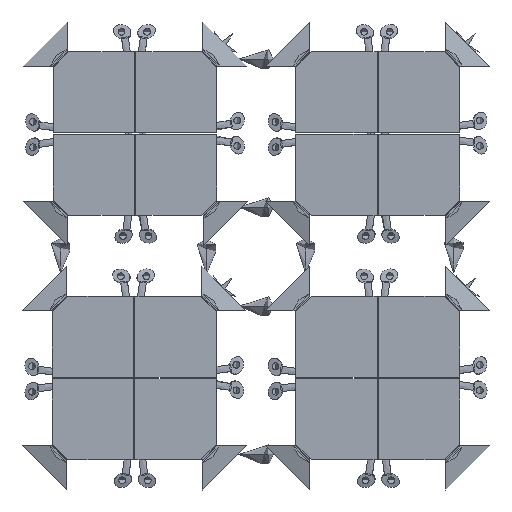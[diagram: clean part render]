
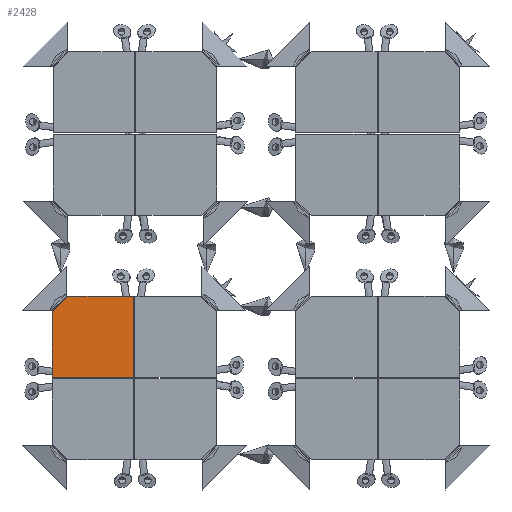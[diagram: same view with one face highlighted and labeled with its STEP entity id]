
A CAD part, top view. The second image highlights one B-rep face of the part: STEP entity #2428.
In plain terms, the highlighted planar face has unit normal (0, 0, 1).
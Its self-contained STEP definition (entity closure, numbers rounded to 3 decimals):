
#616=PLANE('',#16918);
#2428=ADVANCED_FACE('',(#3516),#616,.T.);
#3516=FACE_OUTER_BOUND('',#4620,.T.);
#4620=EDGE_LOOP('',(#6788,#6789,#6790,#6791,#6792));
#6788=ORIENTED_EDGE('',*,*,#10760,.F.);
#6789=ORIENTED_EDGE('',*,*,#10764,.F.);
#6790=ORIENTED_EDGE('',*,*,#10768,.F.);
#6791=ORIENTED_EDGE('',*,*,#10765,.F.);
#6792=ORIENTED_EDGE('',*,*,#10756,.F.);
#10756=EDGE_CURVE('',#15321,#15319,#12894,.T.);
#10760=EDGE_CURVE('',#15324,#15321,#12898,.T.);
#10764=EDGE_CURVE('',#15328,#15324,#14383,.T.);
#10765=EDGE_CURVE('',#15319,#15327,#14384,.T.);
#10768=EDGE_CURVE('',#15327,#15328,#14387,.T.);
#12894=B_SPLINE_CURVE_WITH_KNOTS('',1,(#24984,#24985),.UNSPECIFIED.,.F.,
 .F.,(2,2),(0.604,1.21),.UNSPECIFIED.);
#12898=B_SPLINE_CURVE_WITH_KNOTS('',1,(#24992,#24993),.UNSPECIFIED.,.F.,
 .F.,(2,2),(0.,0.603),.UNSPECIFIED.);
#14383=(
BOUNDED_CURVE()
B_SPLINE_CURVE(2,(#25002,#25003,#25004),.UNSPECIFIED.,.F.,.F.)
B_SPLINE_CURVE_WITH_KNOTS((3,3),(-3.324,-2.837),
 .UNSPECIFIED.)
CURVE()
GEOMETRIC_REPRESENTATION_ITEM()
RATIONAL_B_SPLINE_CURVE((1.,1.,1.))
REPRESENTATION_ITEM('')
);
#14384=(
BOUNDED_CURVE()
B_SPLINE_CURVE(2,(#25005,#25006,#25007),.UNSPECIFIED.,.F.,.F.)
B_SPLINE_CURVE_WITH_KNOTS((3,3),(-3.996,-3.509),
 .UNSPECIFIED.)
CURVE()
GEOMETRIC_REPRESENTATION_ITEM()
RATIONAL_B_SPLINE_CURVE((1.,1.,1.))
REPRESENTATION_ITEM('')
);
#14387=(
BOUNDED_CURVE()
B_SPLINE_CURVE(2,(#25012,#25013,#25014),.UNSPECIFIED.,.F.,.F.)
B_SPLINE_CURVE_WITH_KNOTS((3,3),(-3.509,-3.324),
 .UNSPECIFIED.)
CURVE()
GEOMETRIC_REPRESENTATION_ITEM()
RATIONAL_B_SPLINE_CURVE((1.,0.707,1.))
REPRESENTATION_ITEM('')
);
#15319=VERTEX_POINT('',#24972);
#15321=VERTEX_POINT('',#24974);
#15324=VERTEX_POINT('',#24977);
#15327=VERTEX_POINT('',#24980);
#15328=VERTEX_POINT('',#24981);
#16918=AXIS2_PLACEMENT_3D('',#24953,#17114,$);
#17114=DIRECTION('',(0.,0.,1.));
#24953=CARTESIAN_POINT('',(37.716,-0.886,10.998));
#24972=CARTESIAN_POINT('',(3.127,18.457,10.998));
#24974=CARTESIAN_POINT('',(18.373,18.457,10.998));
#24977=CARTESIAN_POINT('',(18.373,33.703,10.998));
#24980=CARTESIAN_POINT('',(3.127,30.83,10.998));
#24981=CARTESIAN_POINT('',(6.,33.703,10.998));
#24984=CARTESIAN_POINT('',(18.373,18.457,10.998));
#24985=CARTESIAN_POINT('',(3.127,18.457,10.998));
#24992=CARTESIAN_POINT('',(18.373,33.703,10.998));
#24993=CARTESIAN_POINT('',(18.373,18.457,10.998));
#25002=CARTESIAN_POINT('',(6.,33.703,10.998));
#25003=CARTESIAN_POINT('',(12.186,33.703,10.998));
#25004=CARTESIAN_POINT('',(18.373,33.703,10.998));
#25005=CARTESIAN_POINT('',(3.127,18.457,10.998));
#25006=CARTESIAN_POINT('',(3.127,24.644,10.998));
#25007=CARTESIAN_POINT('',(3.127,30.83,10.998));
#25012=CARTESIAN_POINT('',(3.127,30.83,10.998));
#25013=CARTESIAN_POINT('',(3.127,33.703,10.998));
#25014=CARTESIAN_POINT('',(6.,33.703,10.998));
